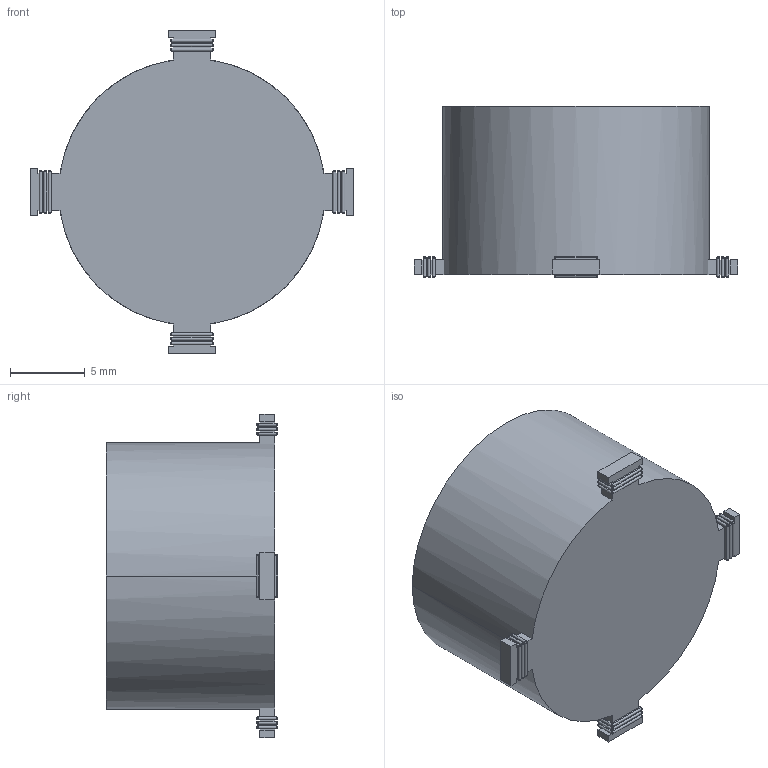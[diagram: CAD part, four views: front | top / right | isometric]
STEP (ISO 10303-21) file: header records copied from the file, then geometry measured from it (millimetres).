
FILE_DESCRIPTION((''),'2;1');
FILE_NAME('PM3700','2012-08-15T',('ryans'),('Bourns, Inc.'),'PRO/ENGINEER BY PARAMETRIC TECHNOLOGY CORPORATION, 2010100','PRO/ENGINEER BY PARAMETRIC TECHNOLOGY CORPORATION, 2010100','');
FILE_SCHEMA(('CONFIG_CONTROL_DESIGN'));
Length unit declared in the file: millimetre
Products named in the file (1): PM3700
Bounding box: 21.6 x 11.43 x 21.6 mm (x, y, z)
Volume: 2812.3 mm3; surface area: 1218.9 mm2
Topology: 1 solids, 1 shells, 252 faces, 582 edges, 356 vertices
Faces by surface type: plane 106, sphere 96, cylinder 50
Entity records: 7232 total; most frequent: CARTESIAN_POINT 1358, DIRECTION 1282, ORIENTED_EDGE 1164, EDGE_CURVE 582, AXIS2_PLACEMENT_3D 476, VERTEX_POINT 356, VECTOR 330, LINE 330
